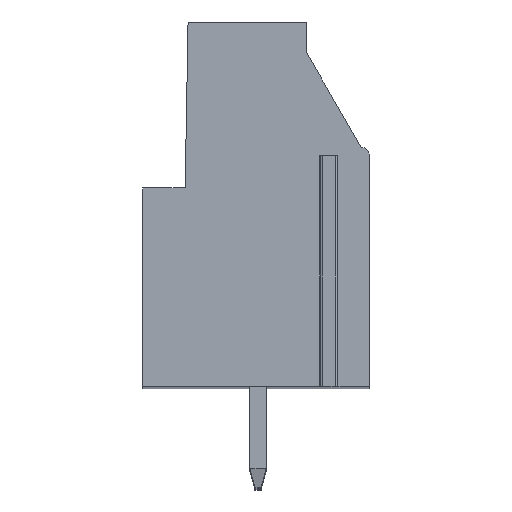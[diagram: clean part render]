
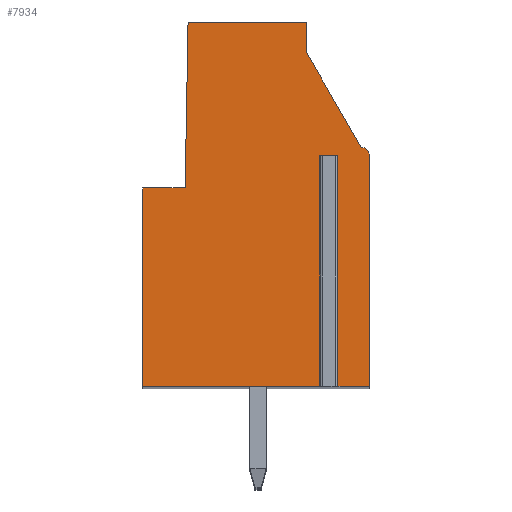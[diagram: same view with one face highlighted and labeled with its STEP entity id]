
A CAD part, top view. The second image highlights one B-rep face of the part: STEP entity #7934.
In plain terms, the highlighted planar face has unit normal (0, 0, 1).
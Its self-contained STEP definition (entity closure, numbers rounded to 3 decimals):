
#820=DIRECTION('',(1.,0.,0.));
#821=VECTOR('',#820,0.5);
#822=CARTESIAN_POINT('',(3.347,2.4,2.5));
#823=LINE('',#822,#821);
#824=DIRECTION('',(0.,1.,0.));
#825=VECTOR('',#824,11.4);
#826=CARTESIAN_POINT('',(3.347,-9.,2.5));
#827=LINE('',#826,#825);
#828=DIRECTION('',(1.,0.,0.));
#829=VECTOR('',#828,8.95);
#830=CARTESIAN_POINT('',(-5.603,-9.,2.5));
#831=LINE('',#830,#829);
#832=DIRECTION('',(0.,-1.,0.));
#833=VECTOR('',#832,9.8);
#834=CARTESIAN_POINT('',(-5.603,0.8,2.5));
#835=LINE('',#834,#833);
#836=DIRECTION('',(-1.,0.,0.));
#837=VECTOR('',#836,2.1);
#838=CARTESIAN_POINT('',(-3.503,0.8,2.5));
#839=LINE('',#838,#837);
#840=DIRECTION('',(-0.017,-1.,0.));
#841=VECTOR('',#840,8.201);
#842=CARTESIAN_POINT('',(-3.36,9.,2.5));
#843=LINE('',#842,#841);
#844=DIRECTION('',(-1.,0.,0.));
#845=VECTOR('',#844,5.86);
#846=CARTESIAN_POINT('',(2.5,9.,2.5));
#847=LINE('',#846,#845);
#848=DIRECTION('',(0.,1.,0.));
#849=VECTOR('',#848,1.523);
#850=CARTESIAN_POINT('',(2.5,7.477,2.5));
#851=LINE('',#850,#849);
#852=DIRECTION('',(-0.5,0.866,0.));
#853=VECTOR('',#852,5.394);
#854=CARTESIAN_POINT('',(5.197,2.805,2.5));
#855=LINE('',#854,#853);
#856=CARTESIAN_POINT('',(5.197,2.405,2.5));
#857=DIRECTION('',(0.,0.,1.));
#858=DIRECTION('',(1.,0.,0.));
#859=AXIS2_PLACEMENT_3D('',#856,#857,#858);
#861=DIRECTION('',(0.,1.,0.));
#862=VECTOR('',#861,11.405);
#863=CARTESIAN_POINT('',(5.597,-9.,2.5));
#864=LINE('',#863,#862);
#865=DIRECTION('',(1.,0.,0.));
#866=VECTOR('',#865,1.75);
#867=CARTESIAN_POINT('',(3.847,-9.,2.5));
#868=LINE('',#867,#866);
#869=DIRECTION('',(0.,1.,0.));
#870=VECTOR('',#869,11.4);
#871=CARTESIAN_POINT('',(3.847,-9.,2.5));
#872=LINE('',#871,#870);
#5745=CARTESIAN_POINT('',(5.597,-9.,2.5));
#5746=CARTESIAN_POINT('',(5.597,2.405,2.5));
#5747=VERTEX_POINT('',#5745);
#5748=VERTEX_POINT('',#5746);
#5749=CARTESIAN_POINT('',(5.197,2.805,2.5));
#5750=VERTEX_POINT('',#5749);
#5751=CARTESIAN_POINT('',(2.5,7.477,2.5));
#5752=VERTEX_POINT('',#5751);
#5753=CARTESIAN_POINT('',(2.5,9.,2.5));
#5754=VERTEX_POINT('',#5753);
#5755=CARTESIAN_POINT('',(-3.36,9.,2.5));
#5756=VERTEX_POINT('',#5755);
#5757=CARTESIAN_POINT('',(-3.503,0.8,2.5));
#5758=VERTEX_POINT('',#5757);
#5759=CARTESIAN_POINT('',(-5.603,0.8,2.5));
#5760=VERTEX_POINT('',#5759);
#5761=CARTESIAN_POINT('',(-5.603,-9.,2.5));
#5762=VERTEX_POINT('',#5761);
#5799=CARTESIAN_POINT('',(3.347,2.4,2.5));
#5800=CARTESIAN_POINT('',(3.847,2.4,2.5));
#5801=VERTEX_POINT('',#5799);
#5802=VERTEX_POINT('',#5800);
#5803=CARTESIAN_POINT('',(3.347,-9.,2.5));
#5804=VERTEX_POINT('',#5803);
#5805=CARTESIAN_POINT('',(3.847,-9.,2.5));
#5806=VERTEX_POINT('',#5805);
#7911=CARTESIAN_POINT('',(0.,0.,2.5));
#7912=DIRECTION('',(0.,0.,1.));
#7913=DIRECTION('',(1.,0.,0.));
#7914=AXIS2_PLACEMENT_3D('',#7911,#7912,#7913);
#7915=PLANE('',#7914);
#7917=ORIENTED_EDGE('',*,*,#7916,.F.);
#7919=ORIENTED_EDGE('',*,*,#7918,.F.);
#7920=ORIENTED_EDGE('',*,*,#7329,.F.);
#7921=ORIENTED_EDGE('',*,*,#7584,.F.);
#7922=ORIENTED_EDGE('',*,*,#7598,.F.);
#7923=ORIENTED_EDGE('',*,*,#7612,.F.);
#7924=ORIENTED_EDGE('',*,*,#7626,.F.);
#7925=ORIENTED_EDGE('',*,*,#7724,.F.);
#7926=ORIENTED_EDGE('',*,*,#7738,.F.);
#7927=ORIENTED_EDGE('',*,*,#7752,.F.);
#7928=ORIENTED_EDGE('',*,*,#7765,.F.);
#7929=ORIENTED_EDGE('',*,*,#7341,.F.);
#7931=ORIENTED_EDGE('',*,*,#7930,.T.);
#7932=EDGE_LOOP('',(#7917,#7919,#7920,#7921,#7922,#7923,#7924,#7925,#7926,#7927,
#7928,#7929,#7931));
#7933=FACE_OUTER_BOUND('',#7932,.F.);
#860=CIRCLE('',#859,0.4);
#7329=EDGE_CURVE('',#5762,#5804,#831,.T.);
#7341=EDGE_CURVE('',#5806,#5747,#868,.T.);
#7584=EDGE_CURVE('',#5760,#5762,#835,.T.);
#7598=EDGE_CURVE('',#5758,#5760,#839,.T.);
#7612=EDGE_CURVE('',#5756,#5758,#843,.T.);
#7626=EDGE_CURVE('',#5754,#5756,#847,.T.);
#7724=EDGE_CURVE('',#5752,#5754,#851,.T.);
#7738=EDGE_CURVE('',#5750,#5752,#855,.T.);
#7752=EDGE_CURVE('',#5748,#5750,#860,.T.);
#7765=EDGE_CURVE('',#5747,#5748,#864,.T.);
#7916=EDGE_CURVE('',#5801,#5802,#823,.T.);
#7918=EDGE_CURVE('',#5804,#5801,#827,.T.);
#7930=EDGE_CURVE('',#5806,#5802,#872,.T.);
#7934=ADVANCED_FACE('',(#7933),#7915,.T.);
